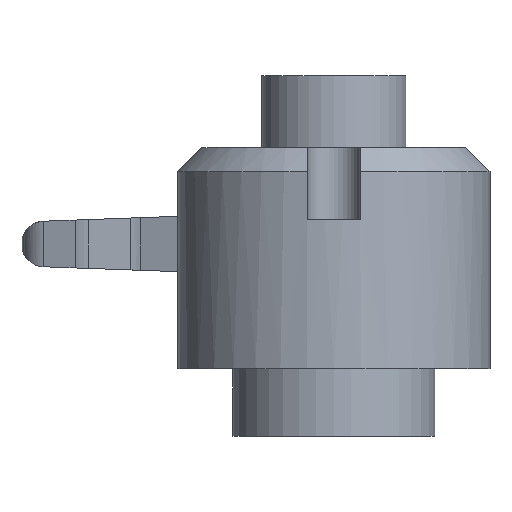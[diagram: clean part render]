
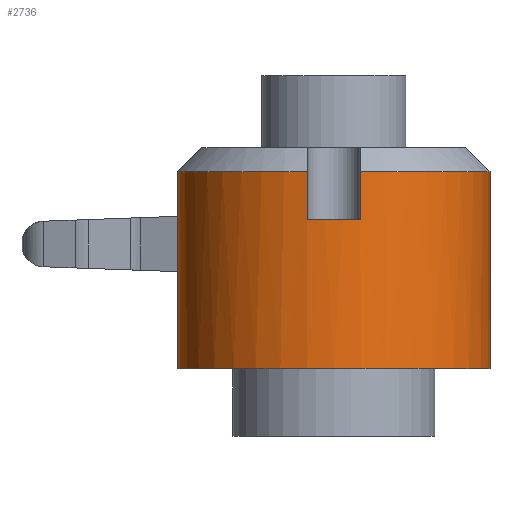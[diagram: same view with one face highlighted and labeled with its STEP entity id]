
A CAD part, left-side view. The second image highlights one B-rep face of the part: STEP entity #2736.
In plain terms, the highlighted cylindrical face has radius 32.5 mm (diameter 65 mm), a partial arc.
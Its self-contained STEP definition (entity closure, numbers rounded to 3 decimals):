
#3 = EDGE_CURVE ( 'NONE', #2905, #2784, #1374, .T. ) ;
#28 = CYLINDRICAL_SURFACE ( 'NONE', #265, 32.5 ) ;
#30 = DIRECTION ( 'NONE',  ( 0., 0., -1. ) ) ;
#32 = ORIENTED_EDGE ( 'NONE', *, *, #774, .T. ) ;
#52 = VERTEX_POINT ( 'NONE', #1595 ) ;
#54 = DIRECTION ( 'NONE',  ( 0., 1., 0. ) ) ;
#58 = CARTESIAN_POINT ( 'NONE',  ( 0., 0., 41. ) ) ;
#97 = CARTESIAN_POINT ( 'NONE',  ( 0., -32.5, 41. ) ) ;
#123 = LINE ( 'NONE', #3271, #1422 ) ;
#131 = EDGE_CURVE ( 'NONE', #2905, #52, #123, .T. ) ;
#149 = AXIS2_PLACEMENT_3D ( 'NONE', #1071, #2432, #54 ) ;
#203 = VERTEX_POINT ( 'NONE', #2822 ) ;
#265 = AXIS2_PLACEMENT_3D ( 'NONE', #505, #1068, #1346 ) ;
#351 = DIRECTION ( 'NONE',  ( 0., 0., -1. ) ) ;
#426 = EDGE_CURVE ( 'NONE', #2002, #1836, #795, .T. ) ;
#433 = ORIENTED_EDGE ( 'NONE', *, *, #131, .F. ) ;
#505 = CARTESIAN_POINT ( 'NONE',  ( 0., 0., 0. ) ) ;
#579 = CARTESIAN_POINT ( 'NONE',  ( -32.031, -5.5, 41. ) ) ;
#615 = CARTESIAN_POINT ( 'NONE',  ( 0., 32.5, 0. ) ) ;
#621 = ORIENTED_EDGE ( 'NONE', *, *, #1656, .T. ) ;
#664 = AXIS2_PLACEMENT_3D ( 'NONE', #1892, #351, #3178 ) ;
#745 = VECTOR ( 'NONE', #30, 1000. ) ;
#774 = EDGE_CURVE ( 'NONE', #2002, #1633, #1368, .T. ) ;
#795 = LINE ( 'NONE', #1567, #2738 ) ;
#831 = DIRECTION ( 'NONE',  ( 0., -1., 0. ) ) ;
#1019 = EDGE_LOOP ( 'NONE', ( #1244, #32, #1049, #3096, #433, #1648, #621, #1442 ) ) ;
#1049 = ORIENTED_EDGE ( 'NONE', *, *, #2647, .F. ) ;
#1068 = DIRECTION ( 'NONE',  ( 0., 0., -1. ) ) ;
#1071 = CARTESIAN_POINT ( 'NONE',  ( 0., 0., 0. ) ) ;
#1188 = VECTOR ( 'NONE', #2017, 1000. ) ;
#1226 = CARTESIAN_POINT ( 'NONE',  ( -32.031, -5.5, 0. ) ) ;
#1244 = ORIENTED_EDGE ( 'NONE', *, *, #426, .F. ) ;
#1286 = CIRCLE ( 'NONE', #149, 32.5 ) ;
#1346 = DIRECTION ( 'NONE',  ( 0., 1., 0. ) ) ;
#1352 = DIRECTION ( 'NONE',  ( 0., 0., -1. ) ) ;
#1368 = CIRCLE ( 'NONE', #664, 32.5 ) ;
#1374 = CIRCLE ( 'NONE', #3287, 32.5 ) ;
#1381 = CARTESIAN_POINT ( 'NONE',  ( 0., 32.5, 0. ) ) ;
#1422 = VECTOR ( 'NONE', #2213, 1000. ) ;
#1442 = ORIENTED_EDGE ( 'NONE', *, *, #1671, .F. ) ;
#1567 = CARTESIAN_POINT ( 'NONE',  ( 0., -32.5, 0. ) ) ;
#1595 = CARTESIAN_POINT ( 'NONE',  ( -32.031, 5.5, 31. ) ) ;
#1608 = FACE_OUTER_BOUND ( 'NONE', #1019, .T. ) ;
#1629 = DIRECTION ( 'NONE',  ( 0., 1., 0. ) ) ;
#1633 = VERTEX_POINT ( 'NONE', #579 ) ;
#1648 = ORIENTED_EDGE ( 'NONE', *, *, #3, .T. ) ;
#1656 = EDGE_CURVE ( 'NONE', #2784, #2090, #2381, .T. ) ;
#1671 = EDGE_CURVE ( 'NONE', #1836, #2090, #1286, .T. ) ;
#1836 = VERTEX_POINT ( 'NONE', #2548 ) ;
#1892 = CARTESIAN_POINT ( 'NONE',  ( 0., 0., 41. ) ) ;
#1962 = CIRCLE ( 'NONE', #2063, 32.5 ) ;
#2002 = VERTEX_POINT ( 'NONE', #97 ) ;
#2017 = DIRECTION ( 'NONE',  ( 0., 0., 1. ) ) ;
#2056 = CARTESIAN_POINT ( 'NONE',  ( 0., 0., 31. ) ) ;
#2063 = AXIS2_PLACEMENT_3D ( 'NONE', #2056, #3181, #831 ) ;
#2090 = VERTEX_POINT ( 'NONE', #1381 ) ;
#2213 = DIRECTION ( 'NONE',  ( 0., 0., -1. ) ) ;
#2344 = DIRECTION ( 'NONE',  ( 0., 0., -1. ) ) ;
#2381 = LINE ( 'NONE', #615, #745 ) ;
#2432 = DIRECTION ( 'NONE',  ( 0., 0., -1. ) ) ;
#2548 = CARTESIAN_POINT ( 'NONE',  ( 0., -32.5, 0. ) ) ;
#2647 = EDGE_CURVE ( 'NONE', #203, #1633, #3032, .T. ) ;
#2736 = ADVANCED_FACE ( 'NONE', ( #1608 ), #28, .T. ) ;
#2738 = VECTOR ( 'NONE', #2344, 1000. ) ;
#2784 = VERTEX_POINT ( 'NONE', #3165 ) ;
#2822 = CARTESIAN_POINT ( 'NONE',  ( -32.031, -5.5, 31. ) ) ;
#2905 = VERTEX_POINT ( 'NONE', #3233 ) ;
#3032 = LINE ( 'NONE', #1226, #1188 ) ;
#3096 = ORIENTED_EDGE ( 'NONE', *, *, #3248, .T. ) ;
#3165 = CARTESIAN_POINT ( 'NONE',  ( 0., 32.5, 41. ) ) ;
#3178 = DIRECTION ( 'NONE',  ( 0., 1., 0. ) ) ;
#3181 = DIRECTION ( 'NONE',  ( 0., 0., -1. ) ) ;
#3233 = CARTESIAN_POINT ( 'NONE',  ( -32.031, 5.5, 41. ) ) ;
#3248 = EDGE_CURVE ( 'NONE', #203, #52, #1962, .T. ) ;
#3271 = CARTESIAN_POINT ( 'NONE',  ( -32.031, 5.5, 0. ) ) ;
#3287 = AXIS2_PLACEMENT_3D ( 'NONE', #58, #1352, #1629 ) ;
